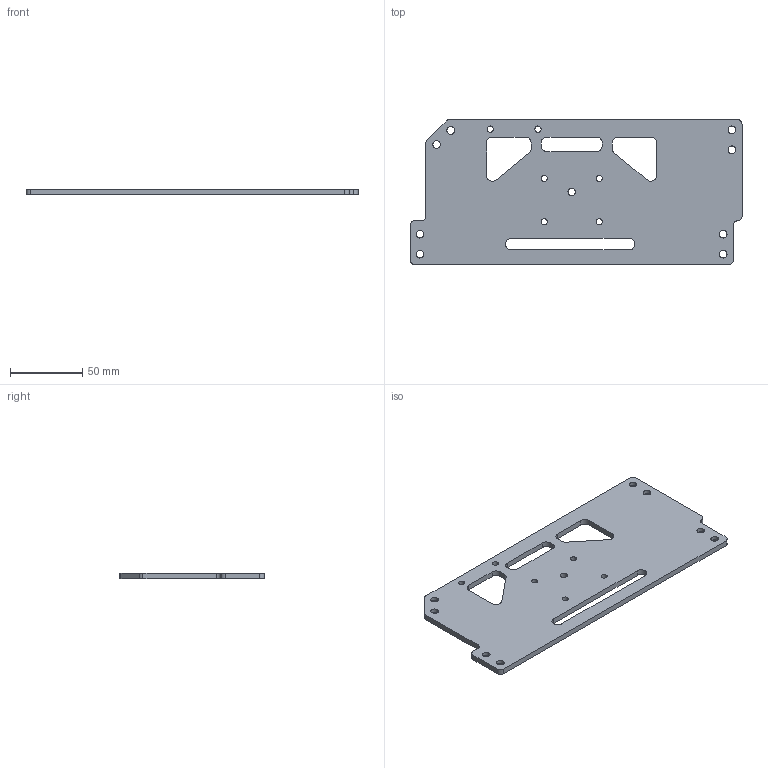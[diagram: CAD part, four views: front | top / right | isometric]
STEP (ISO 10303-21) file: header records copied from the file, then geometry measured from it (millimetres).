
FILE_DESCRIPTION (( 'STEP AP214' ), '1' );
FILE_NAME ('菁啣V3_麥芛_赻蕾.STEP', '2025-07-29T08:01:59', ( '' ), ( '' ), 'SwSTEP 2.0', 'SolidWorks 2021', '' );
FILE_SCHEMA (( 'AUTOMOTIVE_DESIGN' ));
Length unit declared in the file: millimetre
Products named in the file (1): 菁啣V3_麥芛_赻蕾
Bounding box: 229.6 x 100 x 4 mm (x, y, z)
Volume: 76472.5 mm3; surface area: 43662.6 mm2
Topology: 1 solids, 1 shells, 107 faces, 287 edges, 182 vertices
Faces by surface type: cylinder 55, cone 28, plane 24
Entity records: 3507 total; most frequent: DIRECTION 641, CARTESIAN_POINT 577, ORIENTED_EDGE 574, EDGE_CURVE 287, AXIS2_PLACEMENT_3D 246, VERTEX_POINT 182, LINE 149, VECTOR 149
